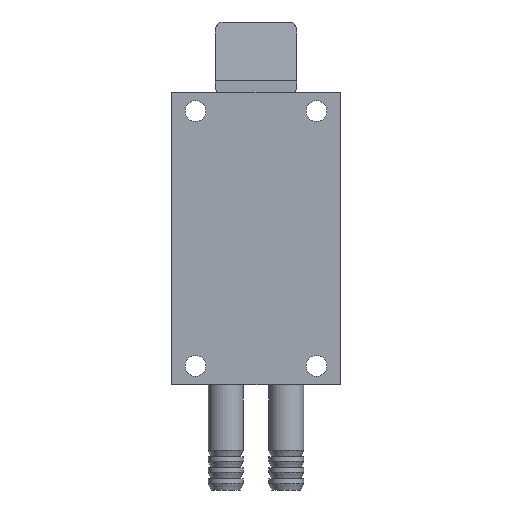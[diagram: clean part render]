
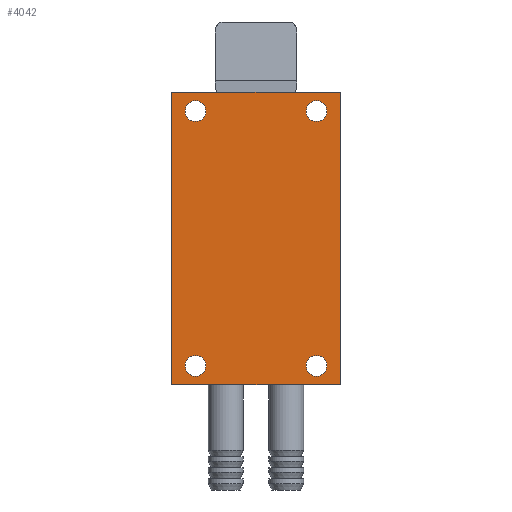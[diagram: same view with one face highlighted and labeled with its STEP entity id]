
A CAD part, front view. The second image highlights one B-rep face of the part: STEP entity #4042.
In plain terms, the highlighted planar face has unit normal (0, -1, 0).
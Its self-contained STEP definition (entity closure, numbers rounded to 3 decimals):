
#118 = CARTESIAN_POINT ( 'NONE',  ( -19., -6.9, 36.75 ) ) ;
#121 = DIRECTION ( 'NONE',  ( 0., 0., 1. ) ) ;
#255 = ORIENTED_EDGE ( 'NONE', *, *, #1599, .F. ) ;
#280 = DIRECTION ( 'NONE',  ( 0., 0., 1. ) ) ;
#401 = ORIENTED_EDGE ( 'NONE', *, *, #1554, .T. ) ;
#402 = CARTESIAN_POINT ( 'NONE',  ( 19., -6.9, -43.25 ) ) ;
#446 = DIRECTION ( 'NONE',  ( 0., 1., 0. ) ) ;
#633 = CARTESIAN_POINT ( 'NONE',  ( -19., -6.9, -36.75 ) ) ;
#753 = DIRECTION ( 'NONE',  ( 0., 0., 1. ) ) ;
#817 = ORIENTED_EDGE ( 'NONE', *, *, #1689, .T. ) ;
#923 = ORIENTED_EDGE ( 'NONE', *, *, #1563, .F. ) ;
#946 = CARTESIAN_POINT ( 'NONE',  ( 19., -6.9, -36.75 ) ) ;
#1121 = PLANE ( 'NONE',  #1494 ) ;
#1235 = VERTEX_POINT ( 'NONE', #402 ) ;
#1349 = VERTEX_POINT ( 'NONE', #3192 ) ;
#1361 = CARTESIAN_POINT ( 'NONE',  ( 19., -6.9, -40. ) ) ;
#1486 = CARTESIAN_POINT ( 'NONE',  ( 19., -6.9, 40. ) ) ;
#1494 = AXIS2_PLACEMENT_3D ( 'NONE', #4282, #446, #121 ) ;
#1499 = CARTESIAN_POINT ( 'NONE',  ( -19., -6.9, 40. ) ) ;
#1554 = EDGE_CURVE ( 'NONE', #1854, #3848, #3446, .T. ) ;
#1560 = EDGE_CURVE ( 'NONE', #3114, #2274, #3474, .T. ) ;
#1561 = DIRECTION ( 'NONE',  ( 0., 1., 0. ) ) ;
#1563 = EDGE_CURVE ( 'NONE', #2253, #1349, #3415, .T. ) ;
#1570 = EDGE_CURVE ( 'NONE', #3602, #2253, #3511, .T. ) ;
#1575 = EDGE_CURVE ( 'NONE', #3412, #3602, #3519, .T. ) ;
#1599 = EDGE_CURVE ( 'NONE', #1349, #3412, #3527, .T. ) ;
#1601 = EDGE_CURVE ( 'NONE', #2464, #1235, #3477, .T. ) ;
#1609 = ORIENTED_EDGE ( 'NONE', *, *, #3267, .T. ) ;
#1611 = CARTESIAN_POINT ( 'NONE',  ( -26.5, -6.9, 46. ) ) ;
#1616 = AXIS2_PLACEMENT_3D ( 'NONE', #4569, #4553, #4546 ) ;
#1628 = EDGE_CURVE ( 'NONE', #4223, #4050, #1688, .T. ) ;
#1681 = VECTOR ( 'NONE', #4277, 1000. ) ;
#1688 = CIRCLE ( 'NONE', #2974, 3.25 ) ;
#1689 = EDGE_CURVE ( 'NONE', #4050, #4223, #3652, .T. ) ;
#1715 = CARTESIAN_POINT ( 'NONE',  ( -26.5, -6.9, -46. ) ) ;
#1792 = EDGE_CURVE ( 'NONE', #2274, #3114, #3610, .T. ) ;
#1853 = ORIENTED_EDGE ( 'NONE', *, *, #3908, .T. ) ;
#1854 = VERTEX_POINT ( 'NONE', #4380 ) ;
#1998 = AXIS2_PLACEMENT_3D ( 'NONE', #4125, #3978, #3958 ) ;
#2036 = DIRECTION ( 'NONE',  ( 0., 1., 0. ) ) ;
#2054 = ORIENTED_EDGE ( 'NONE', *, *, #1792, .T. ) ;
#2069 = ORIENTED_EDGE ( 'NONE', *, *, #1601, .T. ) ;
#2106 = DIRECTION ( 'NONE',  ( 0., 1., 0. ) ) ;
#2253 = VERTEX_POINT ( 'NONE', #4539 ) ;
#2274 = VERTEX_POINT ( 'NONE', #4019 ) ;
#2310 = CARTESIAN_POINT ( 'NONE',  ( 19., -6.9, 40. ) ) ;
#2464 = VERTEX_POINT ( 'NONE', #946 ) ;
#2732 = CARTESIAN_POINT ( 'NONE',  ( -26.5, -6.9, 46. ) ) ;
#2808 = CARTESIAN_POINT ( 'NONE',  ( -19., -6.9, -40. ) ) ;
#2936 = AXIS2_PLACEMENT_3D ( 'NONE', #2808, #2106, #4234 ) ;
#2956 = AXIS2_PLACEMENT_3D ( 'NONE', #2310, #3212, #753 ) ;
#2974 = AXIS2_PLACEMENT_3D ( 'NONE', #1486, #1561, #4137 ) ;
#2975 = EDGE_LOOP ( 'NONE', ( #2054, #3568 ) ) ;
#2979 = DIRECTION ( 'NONE',  ( 0., 0., -1. ) ) ;
#3000 = AXIS2_PLACEMENT_3D ( 'NONE', #1361, #3282, #280 ) ;
#3008 = EDGE_LOOP ( 'NONE', ( #1853, #2069 ) ) ;
#3010 = AXIS2_PLACEMENT_3D ( 'NONE', #3261, #4360, #3055 ) ;
#3022 = AXIS2_PLACEMENT_3D ( 'NONE', #1499, #2036, #4497 ) ;
#3055 = DIRECTION ( 'NONE',  ( 0., 0., 1. ) ) ;
#3114 = VERTEX_POINT ( 'NONE', #633 ) ;
#3192 = CARTESIAN_POINT ( 'NONE',  ( 26.5, -6.9, -46. ) ) ;
#3212 = DIRECTION ( 'NONE',  ( 0., 1., 0. ) ) ;
#3261 = CARTESIAN_POINT ( 'NONE',  ( -19., -6.9, -40. ) ) ;
#3267 = EDGE_CURVE ( 'NONE', #3848, #1854, #4498, .T. ) ;
#3282 = DIRECTION ( 'NONE',  ( 0., 1., 0. ) ) ;
#3353 = CARTESIAN_POINT ( 'NONE',  ( -26.5, -6.9, -46. ) ) ;
#3412 = VERTEX_POINT ( 'NONE', #3619 ) ;
#3415 = LINE ( 'NONE', #3940, #3483 ) ;
#3436 = VECTOR ( 'NONE', #3512, 1000. ) ;
#3446 = CIRCLE ( 'NONE', #3022, 3.25 ) ;
#3474 = CIRCLE ( 'NONE', #3010, 3.25 ) ;
#3477 = CIRCLE ( 'NONE', #3000, 3.25 ) ;
#3483 = VECTOR ( 'NONE', #2979, 1000. ) ;
#3511 = LINE ( 'NONE', #2732, #3436 ) ;
#3512 = DIRECTION ( 'NONE',  ( 1., 0., 0. ) ) ;
#3519 = LINE ( 'NONE', #3353, #1681 ) ;
#3527 = LINE ( 'NONE', #1715, #3553 ) ;
#3552 = CARTESIAN_POINT ( 'NONE',  ( 19., -6.9, 43.25 ) ) ;
#3553 = VECTOR ( 'NONE', #3701, 1000. ) ;
#3568 = ORIENTED_EDGE ( 'NONE', *, *, #1560, .T. ) ;
#3602 = VERTEX_POINT ( 'NONE', #1611 ) ;
#3610 = CIRCLE ( 'NONE', #2936, 3.25 ) ;
#3619 = CARTESIAN_POINT ( 'NONE',  ( -26.5, -6.9, -46. ) ) ;
#3652 = CIRCLE ( 'NONE', #2956, 3.25 ) ;
#3701 = DIRECTION ( 'NONE',  ( -1., 0., 0. ) ) ;
#3731 = ORIENTED_EDGE ( 'NONE', *, *, #1575, .F. ) ;
#3766 = FACE_BOUND ( 'NONE', #3986, .T. ) ;
#3772 = FACE_BOUND ( 'NONE', #3008, .T. ) ;
#3775 = FACE_BOUND ( 'NONE', #4573, .T. ) ;
#3784 = FACE_BOUND ( 'NONE', #2975, .T. ) ;
#3805 = FACE_OUTER_BOUND ( 'NONE', #4561, .T. ) ;
#3848 = VERTEX_POINT ( 'NONE', #118 ) ;
#3908 = EDGE_CURVE ( 'NONE', #1235, #2464, #3920, .T. ) ;
#3920 = CIRCLE ( 'NONE', #1616, 3.25 ) ;
#3940 = CARTESIAN_POINT ( 'NONE',  ( 26.5, -6.9, -46. ) ) ;
#3958 = DIRECTION ( 'NONE',  ( 0., 0., 1. ) ) ;
#3978 = DIRECTION ( 'NONE',  ( 0., 1., 0. ) ) ;
#3986 = EDGE_LOOP ( 'NONE', ( #817, #4489 ) ) ;
#4003 = ORIENTED_EDGE ( 'NONE', *, *, #1570, .F. ) ;
#4019 = CARTESIAN_POINT ( 'NONE',  ( -19., -6.9, -43.25 ) ) ;
#4042 = ADVANCED_FACE ( 'NONE', ( #3775, #3784, #3805, #3772, #3766 ), #1121, .F. ) ;
#4050 = VERTEX_POINT ( 'NONE', #4298 ) ;
#4125 = CARTESIAN_POINT ( 'NONE',  ( -19., -6.9, 40. ) ) ;
#4137 = DIRECTION ( 'NONE',  ( 0., 0., 1. ) ) ;
#4223 = VERTEX_POINT ( 'NONE', #3552 ) ;
#4234 = DIRECTION ( 'NONE',  ( 0., 0., 1. ) ) ;
#4277 = DIRECTION ( 'NONE',  ( 0., 0., 1. ) ) ;
#4282 = CARTESIAN_POINT ( 'NONE',  ( 0., -6.9, 0. ) ) ;
#4298 = CARTESIAN_POINT ( 'NONE',  ( 19., -6.9, 36.75 ) ) ;
#4360 = DIRECTION ( 'NONE',  ( 0., 1., 0. ) ) ;
#4380 = CARTESIAN_POINT ( 'NONE',  ( -19., -6.9, 43.25 ) ) ;
#4489 = ORIENTED_EDGE ( 'NONE', *, *, #1628, .T. ) ;
#4497 = DIRECTION ( 'NONE',  ( 0., 0., 1. ) ) ;
#4498 = CIRCLE ( 'NONE', #1998, 3.25 ) ;
#4539 = CARTESIAN_POINT ( 'NONE',  ( 26.5, -6.9, 46. ) ) ;
#4546 = DIRECTION ( 'NONE',  ( 0., 0., 1. ) ) ;
#4553 = DIRECTION ( 'NONE',  ( 0., 1., 0. ) ) ;
#4561 = EDGE_LOOP ( 'NONE', ( #923, #4003, #3731, #255 ) ) ;
#4569 = CARTESIAN_POINT ( 'NONE',  ( 19., -6.9, -40. ) ) ;
#4573 = EDGE_LOOP ( 'NONE', ( #1609, #401 ) ) ;
